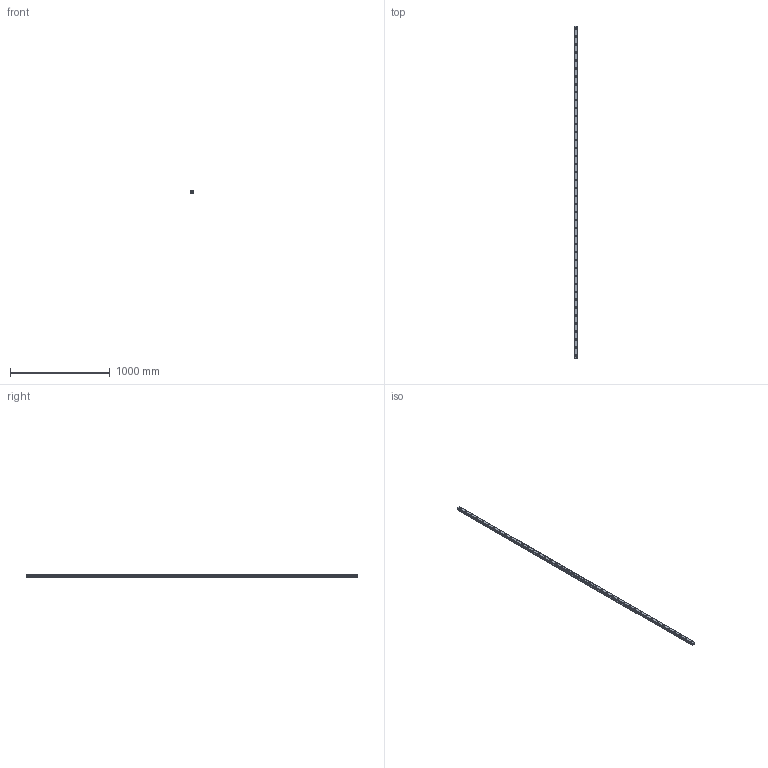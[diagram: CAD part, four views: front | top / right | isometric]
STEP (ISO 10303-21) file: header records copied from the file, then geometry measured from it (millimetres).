
FILE_DESCRIPTION(('STEP AP214'),'1');
FILE_NAME('cctmp_A83DB7B5-3E85-4842-BB41-78922934BE04_2020_7_1_12_45_17_266..stp','2020-07-01T10:45:17',('HIWIN GmbH'),('CADClick - www.CADClick.com'),'Spatial InterOp 3D',' ','unknown authorization');
FILE_SCHEMA(('AUTOMOTIVE_DESIGN'));
Length unit declared in the file: millimetre
Products named in the file (1): HGR35R3330H_FILE
Bounding box: 34 x 3330 x 29 mm (x, y, z)
Volume: 2720201.9 mm3; surface area: 482488.3 mm2
Topology: 1 solids, 1 shells, 493 faces, 1083 edges, 722 vertices
Faces by surface type: cylinder 274, plane 219
Entity records: 17753 total; most frequent: DIRECTION 2619, CARTESIAN_POINT 2299, ORIENTED_EDGE 2166, EDGE_CURVE 1083, AXIS2_PLACEMENT_3D 1042, VERTEX_POINT 722, EDGE_LOOP 623, CIRCLE 548
